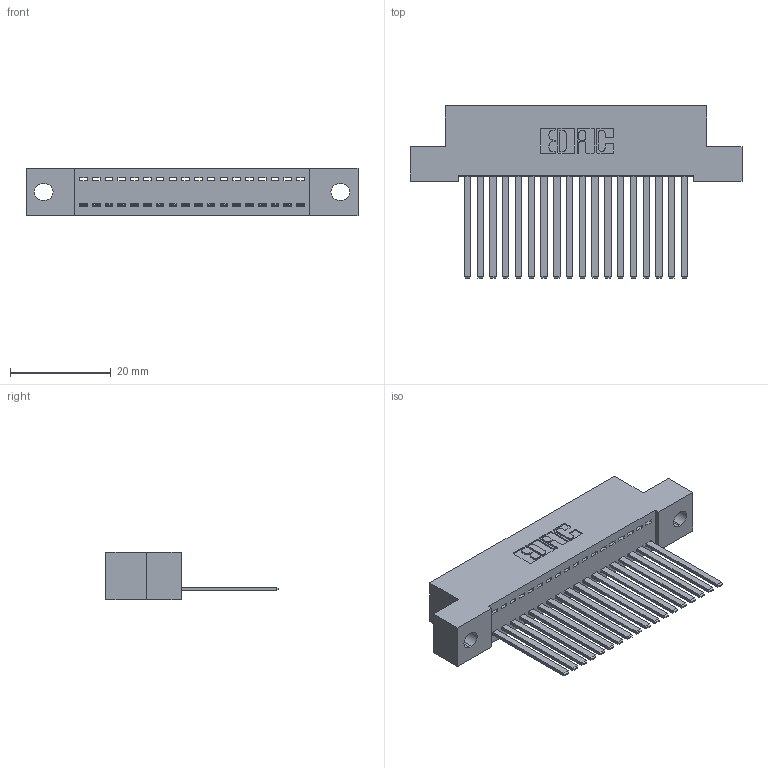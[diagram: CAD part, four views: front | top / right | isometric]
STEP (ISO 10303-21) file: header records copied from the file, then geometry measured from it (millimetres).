
FILE_DESCRIPTION (( 'STEP AP203' ), '1' );
FILE_NAME ('392-018-544-102.STEP', '2019-10-07T04:15:56', ( '' ), ( '' ), 'SwSTEP 2.0', 'SolidWorks 2016', '' );
FILE_SCHEMA (( 'CONFIG_CONTROL_DESIGN' ));
Length unit declared in the file: inch
Products named in the file (3): 342 Part_.128 Slot; 345-292-001_345-293-144; 392-018-544-102
Assembly tree (19 placements, depth 2):
  392-018-544-102
    342 Part_.128 Slot
    345-292-001_345-293-144  x18
Bounding box: 66.04 x 34.3 x 9.4 mm (x, y, z)
Volume: 5858.3 mm3; surface area: 8507.5 mm2
Topology: 19 solids, 19 shells, 1050 faces, 3155 edges, 2078 vertices
Faces by surface type: plane 754, cylinder 296
Entity records: 13927 total; most frequent: CARTESIAN_POINT 2412, ORIENTED_EDGE 2366, DIRECTION 2079, EDGE_CURVE 1183, LINE 1059, VECTOR 1059, VERTEX_POINT 786, AXIS2_PLACEMENT_3D 510
